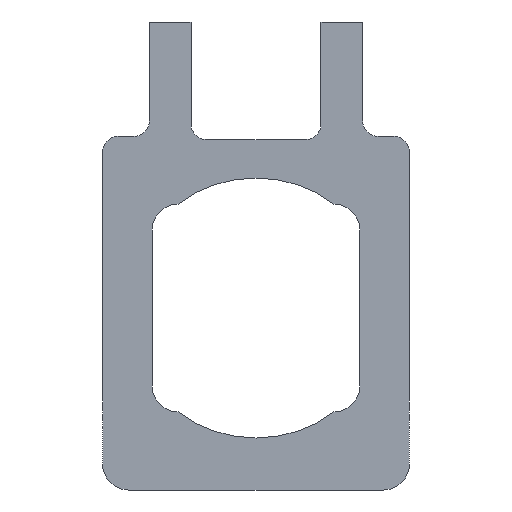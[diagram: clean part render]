
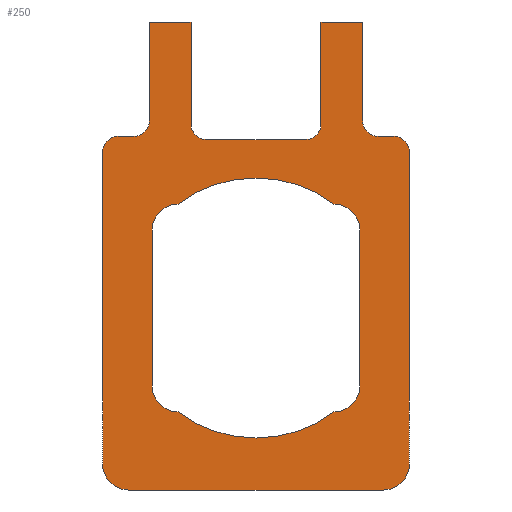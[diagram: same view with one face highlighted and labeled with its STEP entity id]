
A CAD part, left-side view. The second image highlights one B-rep face of the part: STEP entity #250.
In plain terms, the highlighted planar face has unit normal (-1, 0, 0).
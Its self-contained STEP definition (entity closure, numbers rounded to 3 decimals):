
#250=ADVANCED_FACE('',(#343,#344),#310,.T.);
#310=PLANE('',#1354);
#343=FACE_BOUND('',#381,.T.);
#344=FACE_BOUND('',#382,.T.);
#381=EDGE_LOOP('',(#699,#700,#701,#702,#703,#704,#705,#706,#707,#708,#709,
#710,#711,#712,#713,#714,#715,#716,#717,#718));
#382=EDGE_LOOP('',(#719,#720,#721,#722,#723,#724,#725,#726));
#452=LINE('',#1746,#530);
#455=LINE('',#1752,#533);
#462=LINE('',#2393,#540);
#468=LINE('',#2409,#546);
#470=LINE('',#2413,#548);
#473=LINE('',#2419,#551);
#476=LINE('',#2513,#554);
#479=LINE('',#2519,#557);
#482=LINE('',#2613,#560);
#484=LINE('',#2617,#562);
#486=LINE('',#2623,#564);
#487=LINE('',#2627,#565);
#488=LINE('',#2630,#566);
#489=LINE('',#2634,#567);
#530=VECTOR('',#1449,1.);
#533=VECTOR('',#1454,1.);
#540=VECTOR('',#1477,1.);
#546=VECTOR('',#1491,1.);
#548=VECTOR('',#1495,1.);
#551=VECTOR('',#1500,1.);
#554=VECTOR('',#1513,1.);
#557=VECTOR('',#1518,1.);
#560=VECTOR('',#1531,1.);
#562=VECTOR('',#1535,1.);
#564=VECTOR('',#1541,1.);
#565=VECTOR('',#1544,1.);
#566=VECTOR('',#1549,1.);
#567=VECTOR('',#1552,1.);
#699=ORIENTED_EDGE('',*,*,#1099,.F.);
#700=ORIENTED_EDGE('',*,*,#1158,.T.);
#701=ORIENTED_EDGE('',*,*,#1159,.F.);
#702=ORIENTED_EDGE('',*,*,#1160,.T.);
#703=ORIENTED_EDGE('',*,*,#1161,.F.);
#704=ORIENTED_EDGE('',*,*,#1156,.F.);
#705=ORIENTED_EDGE('',*,*,#1154,.F.);
#706=ORIENTED_EDGE('',*,*,#1162,.T.);
#707=ORIENTED_EDGE('',*,*,#1143,.F.);
#708=ORIENTED_EDGE('',*,*,#1163,.T.);
#709=ORIENTED_EDGE('',*,*,#1140,.F.);
#710=ORIENTED_EDGE('',*,*,#1102,.F.);
#711=ORIENTED_EDGE('',*,*,#1164,.F.);
#712=ORIENTED_EDGE('',*,*,#1165,.T.);
#713=ORIENTED_EDGE('',*,*,#1166,.F.);
#714=ORIENTED_EDGE('',*,*,#1167,.T.);
#715=ORIENTED_EDGE('',*,*,#1129,.F.);
#716=ORIENTED_EDGE('',*,*,#1168,.T.);
#717=ORIENTED_EDGE('',*,*,#1126,.F.);
#718=ORIENTED_EDGE('',*,*,#1169,.T.);
#719=ORIENTED_EDGE('',*,*,#1113,.T.);
#720=ORIENTED_EDGE('',*,*,#1170,.T.);
#721=ORIENTED_EDGE('',*,*,#1124,.F.);
#722=ORIENTED_EDGE('',*,*,#1171,.T.);
#723=ORIENTED_EDGE('',*,*,#1119,.F.);
#724=ORIENTED_EDGE('',*,*,#1172,.T.);
#725=ORIENTED_EDGE('',*,*,#1116,.F.);
#726=ORIENTED_EDGE('',*,*,#1173,.T.);
#978=VERTEX_POINT('',#1745);
#979=VERTEX_POINT('',#1747);
#980=VERTEX_POINT('',#1751);
#981=VERTEX_POINT('',#1753);
#990=VERTEX_POINT('',#2388);
#991=VERTEX_POINT('',#2389);
#992=VERTEX_POINT('',#2394);
#993=VERTEX_POINT('',#2395);
#994=VERTEX_POINT('',#2400);
#995=VERTEX_POINT('',#2401);
#997=VERTEX_POINT('',#2408);
#998=VERTEX_POINT('',#2410);
#999=VERTEX_POINT('',#2414);
#1000=VERTEX_POINT('',#2415);
#1001=VERTEX_POINT('',#2420);
#1002=VERTEX_POINT('',#2421);
#1011=VERTEX_POINT('',#2514);
#1012=VERTEX_POINT('',#2518);
#1013=VERTEX_POINT('',#2520);
#1022=VERTEX_POINT('',#2612);
#1023=VERTEX_POINT('',#2614);
#1024=VERTEX_POINT('',#2618);
#1025=VERTEX_POINT('',#2622);
#1026=VERTEX_POINT('',#2624);
#1027=VERTEX_POINT('',#2626);
#1028=VERTEX_POINT('',#2631);
#1029=VERTEX_POINT('',#2633);
#1030=VERTEX_POINT('',#2635);
#1099=EDGE_CURVE('',#978,#979,#452,.T.);
#1102=EDGE_CURVE('',#980,#981,#455,.T.);
#1113=EDGE_CURVE('',#990,#991,#1265,.T.);
#1116=EDGE_CURVE('',#992,#993,#462,.T.);
#1119=EDGE_CURVE('',#994,#995,#1266,.T.);
#1124=EDGE_CURVE('',#997,#998,#468,.T.);
#1126=EDGE_CURVE('',#999,#1000,#470,.T.);
#1129=EDGE_CURVE('',#1001,#1002,#473,.T.);
#1140=EDGE_CURVE('',#981,#1011,#476,.T.);
#1143=EDGE_CURVE('',#1012,#1013,#479,.T.);
#1154=EDGE_CURVE('',#1022,#1023,#482,.T.);
#1156=EDGE_CURVE('',#1023,#1024,#484,.T.);
#1158=EDGE_CURVE('',#978,#1025,#1276,.T.);
#1159=EDGE_CURVE('',#1026,#1025,#486,.T.);
#1160=EDGE_CURVE('',#1026,#1027,#1277,.T.);
#1161=EDGE_CURVE('',#1024,#1027,#487,.T.);
#1162=EDGE_CURVE('',#1022,#1013,#1278,.T.);
#1163=EDGE_CURVE('',#1012,#1011,#1279,.T.);
#1164=EDGE_CURVE('',#1028,#980,#488,.T.);
#1165=EDGE_CURVE('',#1028,#1029,#1280,.T.);
#1166=EDGE_CURVE('',#1030,#1029,#489,.T.);
#1167=EDGE_CURVE('',#1030,#1002,#1281,.T.);
#1168=EDGE_CURVE('',#1001,#1000,#1282,.T.);
#1169=EDGE_CURVE('',#999,#979,#1283,.T.);
#1170=EDGE_CURVE('',#991,#998,#1284,.T.);
#1171=EDGE_CURVE('',#997,#995,#1285,.T.);
#1172=EDGE_CURVE('',#994,#993,#1286,.T.);
#1173=EDGE_CURVE('',#992,#990,#1287,.T.);
#1265=CIRCLE('',#1321,25.);
#1266=CIRCLE('',#1324,25.);
#1276=CIRCLE('',#1342,3.);
#1277=CIRCLE('',#1343,3.);
#1278=CIRCLE('',#1344,3.);
#1279=CIRCLE('',#1345,3.);
#1280=CIRCLE('',#1346,3.);
#1281=CIRCLE('',#1347,3.);
#1282=CIRCLE('',#1348,5.);
#1283=CIRCLE('',#1349,5.);
#1284=CIRCLE('',#1350,5.);
#1285=CIRCLE('',#1351,5.);
#1286=CIRCLE('',#1352,5.);
#1287=CIRCLE('',#1353,5.);
#1321=AXIS2_PLACEMENT_3D('',#2387,#1471,#1472);
#1324=AXIS2_PLACEMENT_3D('',#2399,#1482,#1483);
#1342=AXIS2_PLACEMENT_3D('',#2621,#1539,#1540);
#1343=AXIS2_PLACEMENT_3D('',#2625,#1542,#1543);
#1344=AXIS2_PLACEMENT_3D('',#2628,#1545,#1546);
#1345=AXIS2_PLACEMENT_3D('',#2629,#1547,#1548);
#1346=AXIS2_PLACEMENT_3D('',#2632,#1550,#1551);
#1347=AXIS2_PLACEMENT_3D('',#2636,#1553,#1554);
#1348=AXIS2_PLACEMENT_3D('',#2637,#1555,#1556);
#1349=AXIS2_PLACEMENT_3D('',#2638,#1557,#1558);
#1350=AXIS2_PLACEMENT_3D('',#2639,#1559,#1560);
#1351=AXIS2_PLACEMENT_3D('',#2640,#1561,#1562);
#1352=AXIS2_PLACEMENT_3D('',#2641,#1563,#1564);
#1353=AXIS2_PLACEMENT_3D('',#2642,#1565,#1566);
#1354=AXIS2_PLACEMENT_3D('',#2643,#1567,#1568);
#1449=DIRECTION('',(0.,0.,-1.));
#1454=DIRECTION('',(0.,-1.,0.));
#1471=DIRECTION('',(1.,0.,0.));
#1472=DIRECTION('',(0.,1.,0.));
#1477=DIRECTION('',(0.,0.,-1.));
#1482=DIRECTION('',(-1.,0.,0.));
#1483=DIRECTION('',(0.,1.,0.));
#1491=DIRECTION('',(0.,0.,1.));
#1495=DIRECTION('',(0.,1.,0.));
#1500=DIRECTION('',(0.,0.,1.));
#1513=DIRECTION('',(0.,0.,-1.));
#1518=DIRECTION('',(0.,-1.,0.));
#1531=DIRECTION('',(0.,0.,1.));
#1535=DIRECTION('',(0.,-1.,0.));
#1539=DIRECTION('',(-1.,0.,0.));
#1540=DIRECTION('',(0.,0.,1.));
#1541=DIRECTION('',(0.,-1.,0.));
#1542=DIRECTION('',(1.,0.,0.));
#1543=DIRECTION('',(0.,0.,1.));
#1544=DIRECTION('',(0.,0.,-1.));
#1545=DIRECTION('',(1.,0.,0.));
#1546=DIRECTION('',(0.,0.,1.));
#1547=DIRECTION('',(1.,0.,0.));
#1548=DIRECTION('',(0.,0.,1.));
#1549=DIRECTION('',(0.,0.,1.));
#1550=DIRECTION('',(1.,0.,0.));
#1551=DIRECTION('',(0.,0.,1.));
#1552=DIRECTION('',(0.,-1.,0.));
#1553=DIRECTION('',(-1.,0.,0.));
#1554=DIRECTION('',(0.,0.,1.));
#1555=DIRECTION('',(-1.,0.,0.));
#1556=DIRECTION('',(0.,0.,1.));
#1557=DIRECTION('',(-1.,0.,0.));
#1558=DIRECTION('',(0.,0.,1.));
#1559=DIRECTION('',(1.,0.,0.));
#1560=DIRECTION('',(0.,0.,1.));
#1561=DIRECTION('',(1.,0.,0.));
#1562=DIRECTION('',(0.,0.,1.));
#1563=DIRECTION('',(1.,0.,0.));
#1564=DIRECTION('',(0.,0.,1.));
#1565=DIRECTION('',(1.,0.,0.));
#1566=DIRECTION('',(0.,0.,1.));
#1567=DIRECTION('',(-1.,0.,0.));
#1568=DIRECTION('',(0.,0.,1.));
#1745=CARTESIAN_POINT('',(0.,-29.5,-21.568));
#1746=CARTESIAN_POINT('',(0.,-29.5,3.432));
#1747=CARTESIAN_POINT('',(0.,-29.5,-81.568));
#1751=CARTESIAN_POINT('',(0.,20.5,3.432));
#1752=CARTESIAN_POINT('',(0.,29.5,3.432));
#1753=CARTESIAN_POINT('',(0.,12.5,3.432));
#2387=CARTESIAN_POINT('',(0.,0.,-51.568));
#2388=CARTESIAN_POINT('',(0.,15.,-31.568));
#2389=CARTESIAN_POINT('',(0.,-15.,-31.568));
#2393=CARTESIAN_POINT('',(0.,20.,-31.568));
#2394=CARTESIAN_POINT('',(0.,20.,-36.568));
#2395=CARTESIAN_POINT('',(0.,20.,-66.568));
#2399=CARTESIAN_POINT('',(0.,0.,-51.568));
#2400=CARTESIAN_POINT('',(0.,15.,-71.568));
#2401=CARTESIAN_POINT('',(0.,-15.,-71.568));
#2408=CARTESIAN_POINT('',(0.,-20.,-66.568));
#2409=CARTESIAN_POINT('',(0.,-20.,-71.568));
#2410=CARTESIAN_POINT('',(0.,-20.,-36.568));
#2413=CARTESIAN_POINT('',(0.,-29.5,-86.568));
#2414=CARTESIAN_POINT('',(0.,-24.5,-86.568));
#2415=CARTESIAN_POINT('',(0.,24.5,-86.568));
#2419=CARTESIAN_POINT('',(0.,29.5,-19.19));
#2420=CARTESIAN_POINT('',(0.,29.5,-81.568));
#2421=CARTESIAN_POINT('',(0.,29.5,-21.568));
#2513=CARTESIAN_POINT('',(0.,12.5,3.432));
#2514=CARTESIAN_POINT('',(0.,12.5,-16.19));
#2518=CARTESIAN_POINT('',(0.,9.5,-19.19));
#2519=CARTESIAN_POINT('',(0.,12.5,-19.19));
#2520=CARTESIAN_POINT('',(0.,-9.5,-19.19));
#2612=CARTESIAN_POINT('',(0.,-12.5,-16.19));
#2613=CARTESIAN_POINT('',(0.,-12.5,-19.19));
#2614=CARTESIAN_POINT('',(0.,-12.5,3.432));
#2617=CARTESIAN_POINT('',(0.,-12.5,3.432));
#2618=CARTESIAN_POINT('',(0.,-20.5,3.432));
#2621=CARTESIAN_POINT('',(0.,-26.5,-21.568));
#2622=CARTESIAN_POINT('',(0.,-26.5,-18.568));
#2623=CARTESIAN_POINT('',(0.,0.,-18.568));
#2624=CARTESIAN_POINT('',(0.,-23.5,-18.568));
#2625=CARTESIAN_POINT('',(0.,-23.5,-15.568));
#2626=CARTESIAN_POINT('',(0.,-20.5,-15.568));
#2627=CARTESIAN_POINT('',(0.,-20.5,-51.568));
#2628=CARTESIAN_POINT('',(0.,-9.5,-16.19));
#2629=CARTESIAN_POINT('',(0.,9.5,-16.19));
#2630=CARTESIAN_POINT('',(0.,20.5,-51.568));
#2631=CARTESIAN_POINT('',(0.,20.5,-15.568));
#2632=CARTESIAN_POINT('',(0.,23.5,-15.568));
#2633=CARTESIAN_POINT('',(0.,23.5,-18.568));
#2634=CARTESIAN_POINT('',(0.,0.,-18.568));
#2635=CARTESIAN_POINT('',(0.,26.5,-18.568));
#2636=CARTESIAN_POINT('',(0.,26.5,-21.568));
#2637=CARTESIAN_POINT('',(0.,24.5,-81.568));
#2638=CARTESIAN_POINT('',(0.,-24.5,-81.568));
#2639=CARTESIAN_POINT('',(0.,-15.,-36.568));
#2640=CARTESIAN_POINT('',(0.,-15.,-66.568));
#2641=CARTESIAN_POINT('',(0.,15.,-66.568));
#2642=CARTESIAN_POINT('',(0.,15.,-36.568));
#2643=CARTESIAN_POINT('',(0.,0.,-51.568));
